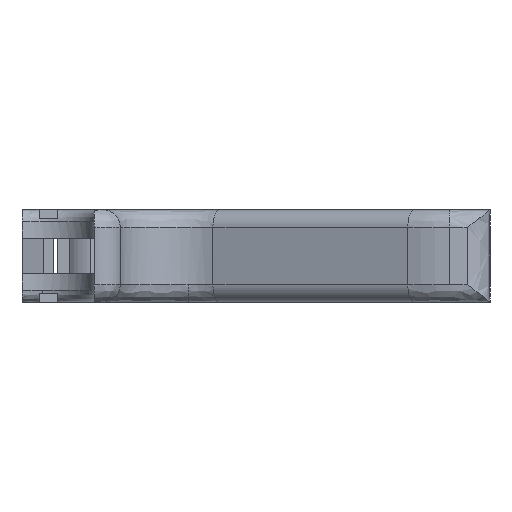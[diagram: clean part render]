
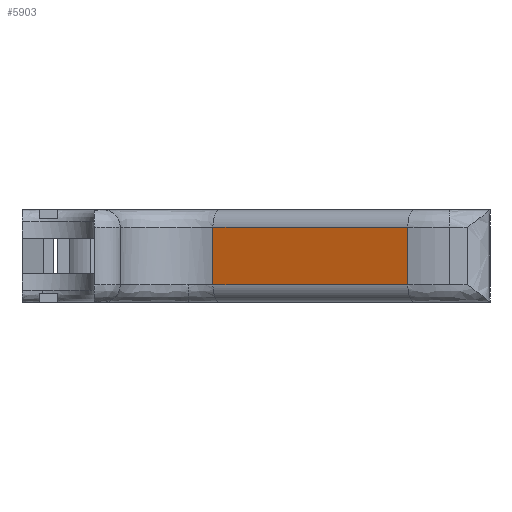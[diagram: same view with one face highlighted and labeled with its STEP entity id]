
A CAD part, left-side view. The second image highlights one B-rep face of the part: STEP entity #5903.
In plain terms, the highlighted free-form (B-spline) face has degree [1, 1] with [2, 2] control points.
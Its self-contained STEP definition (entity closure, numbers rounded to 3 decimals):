
#306 = VERTEX_POINT('',#307);
#307 = CARTESIAN_POINT('',(20.395,69.918,
    -7.211));
#5885 = VERTEX_POINT('',#5886);
#5886 = CARTESIAN_POINT('',(20.395,69.918,
    7.211));
#5892 = EDGE_CURVE('',#5885,#306,#5893,.T.);
#5893 = B_SPLINE_CURVE_WITH_KNOTS('',1,(#5894,#5895),.UNSPECIFIED.,.F.,
  .F.,(2,2),(3.,12.7),.PIECEWISE_BEZIER_KNOTS.);
#5894 = CARTESIAN_POINT('',(20.395,69.918,
    7.211));
#5895 = CARTESIAN_POINT('',(20.395,69.918,
    -7.211));
#5903 = ADVANCED_FACE('',(#5904),#5926,.F.);
#5904 = FACE_BOUND('',#5905,.T.);
#5905 = EDGE_LOOP('',(#5906,#5915,#5920,#5921));
#5906 = ORIENTED_EDGE('',*,*,#5907,.F.);
#5907 = EDGE_CURVE('',#5908,#5910,#5912,.T.);
#5908 = VERTEX_POINT('',#5909);
#5909 = CARTESIAN_POINT('',(1.902,20.748,7.211
    ));
#5910 = VERTEX_POINT('',#5911);
#5911 = CARTESIAN_POINT('',(1.902,20.748,
    -7.211));
#5912 = B_SPLINE_CURVE_WITH_KNOTS('',1,(#5913,#5914),.UNSPECIFIED.,.F.,
  .F.,(2,2),(3.,12.7),.PIECEWISE_BEZIER_KNOTS.);
#5913 = CARTESIAN_POINT('',(1.902,20.748,7.211
    ));
#5914 = CARTESIAN_POINT('',(1.902,20.748,
    -7.211));
#5915 = ORIENTED_EDGE('',*,*,#5916,.T.);
#5916 = EDGE_CURVE('',#5908,#5885,#5917,.T.);
#5917 = B_SPLINE_CURVE_WITH_KNOTS('',1,(#5918,#5919),.UNSPECIFIED.,.F.,
  .F.,(2,2),(0.,35.333),.PIECEWISE_BEZIER_KNOTS.);
#5918 = CARTESIAN_POINT('',(1.902,20.748,7.211
    ));
#5919 = CARTESIAN_POINT('',(20.395,69.918,
    7.211));
#5920 = ORIENTED_EDGE('',*,*,#5892,.T.);
#5921 = ORIENTED_EDGE('',*,*,#5922,.T.);
#5922 = EDGE_CURVE('',#306,#5910,#5923,.T.);
#5923 = B_SPLINE_CURVE_WITH_KNOTS('',1,(#5924,#5925),.UNSPECIFIED.,.F.,
  .F.,(2,2),(-35.333,0.),.PIECEWISE_BEZIER_KNOTS.);
#5924 = CARTESIAN_POINT('',(20.395,69.918,
    -7.211));
#5925 = CARTESIAN_POINT('',(1.902,20.748,
    -7.211));
#5926 = B_SPLINE_SURFACE_WITH_KNOTS('',1,1,(
    (#5927,#5928)
    ,(#5929,#5930
    )),.UNSPECIFIED.,.F.,.F.,.F.,(2,2),(2,2),(0.,35.333),(-12.7
    ,-3.),.PIECEWISE_BEZIER_KNOTS.);
#5927 = CARTESIAN_POINT('',(1.902,20.748,
    -7.211));
#5928 = CARTESIAN_POINT('',(1.902,20.748,7.211
    ));
#5929 = CARTESIAN_POINT('',(20.395,69.918,
    -7.211));
#5930 = CARTESIAN_POINT('',(20.395,69.918,
    7.211));
